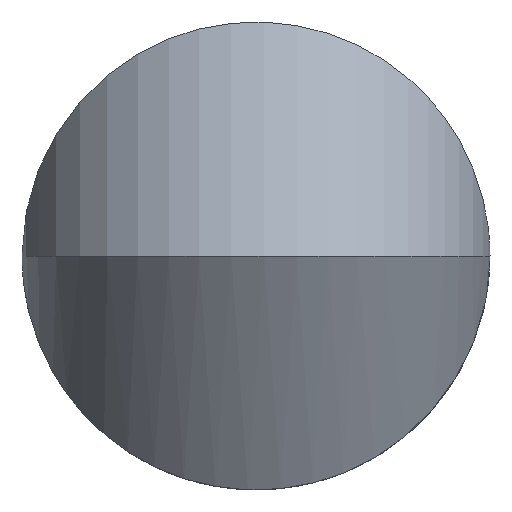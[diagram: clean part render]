
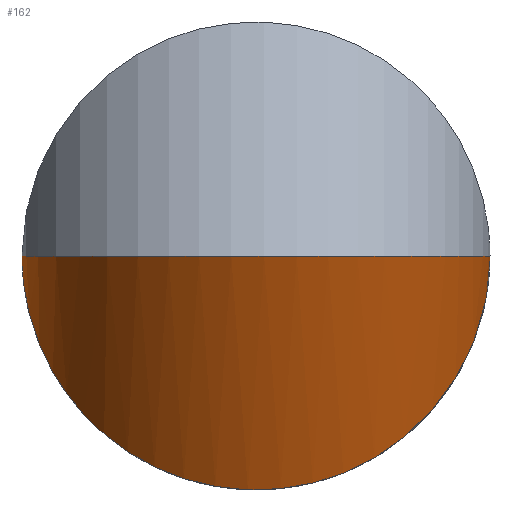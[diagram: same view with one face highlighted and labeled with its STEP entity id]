
A CAD part, left-side view. The second image highlights one B-rep face of the part: STEP entity #162.
In plain terms, the highlighted cylindrical face has radius 25 mm (diameter 50 mm), a partial arc.
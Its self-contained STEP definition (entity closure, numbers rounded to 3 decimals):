
#1 = CARTESIAN_POINT ( 'NONE',  ( 0., 25., 0. ) ) ;
#3 =( BOUNDED_CURVE ( )  B_SPLINE_CURVE ( 3, ( #259, #98, #140, #144 ),
 .UNSPECIFIED., .F., .F. ) 
 B_SPLINE_CURVE_WITH_KNOTS ( ( 4, 4 ),
 ( 1.571, 4.712 ),
 .UNSPECIFIED. ) 
 CURVE ( )  GEOMETRIC_REPRESENTATION_ITEM ( )  RATIONAL_B_SPLINE_CURVE ( ( 1., 0.333, 0.333, 1. ) ) 
 REPRESENTATION_ITEM ( '' )  );
#20 = CARTESIAN_POINT ( 'NONE',  ( -57.735, -25., 0. ) ) ;
#36 = EDGE_LOOP ( 'NONE', ( #239, #71 ) ) ;
#47 = CARTESIAN_POINT ( 'NONE',  ( 0., 25., 0. ) ) ;
#51 = EDGE_CURVE ( 'NONE', #96, #131, #109, .T. ) ;
#71 = ORIENTED_EDGE ( 'NONE', *, *, #209, .F. ) ;
#96 = VERTEX_POINT ( 'NONE', #47 ) ;
#98 = CARTESIAN_POINT ( 'NONE',  ( -28.868, -25., -50. ) ) ;
#109 =( BOUNDED_CURVE ( )  B_SPLINE_CURVE ( 3, ( #1, #153, #20, #176 ),
 .UNSPECIFIED., .F., .T. ) 
 B_SPLINE_CURVE_WITH_KNOTS ( ( 4, 4 ),
 ( 4.712, 7.854 ),
 .UNSPECIFIED. ) 
 CURVE ( )  GEOMETRIC_REPRESENTATION_ITEM ( )  RATIONAL_B_SPLINE_CURVE ( ( 1., 0.333, 0.333, 1. ) ) 
 REPRESENTATION_ITEM ( '' )  );
#110 = AXIS2_PLACEMENT_3D ( 'NONE', #218, #157, #235 ) ;
#131 = VERTEX_POINT ( 'NONE', #136 ) ;
#136 = CARTESIAN_POINT ( 'NONE',  ( 0., -25., 0. ) ) ;
#140 = CARTESIAN_POINT ( 'NONE',  ( -28.868, 25., -50. ) ) ;
#144 = CARTESIAN_POINT ( 'NONE',  ( 0., 25., 0. ) ) ;
#153 = CARTESIAN_POINT ( 'NONE',  ( -57.735, 25., 0. ) ) ;
#157 = DIRECTION ( 'NONE',  ( -0.5, 0., 0.866 ) ) ;
#162 = ADVANCED_FACE ( 'NONE', ( #199 ), #245, .T. ) ;
#176 = CARTESIAN_POINT ( 'NONE',  ( 0., -25., 0. ) ) ;
#199 = FACE_OUTER_BOUND ( 'NONE', #36, .T. ) ;
#209 = EDGE_CURVE ( 'NONE', #131, #96, #3, .T. ) ;
#218 = CARTESIAN_POINT ( 'NONE',  ( 0., 0., 0. ) ) ;
#235 = DIRECTION ( 'NONE',  ( 0.866, 0., 0.5 ) ) ;
#239 = ORIENTED_EDGE ( 'NONE', *, *, #51, .F. ) ;
#245 = CYLINDRICAL_SURFACE ( 'NONE', #110, 25. ) ;
#259 = CARTESIAN_POINT ( 'NONE',  ( 0., -25., 0. ) ) ;
